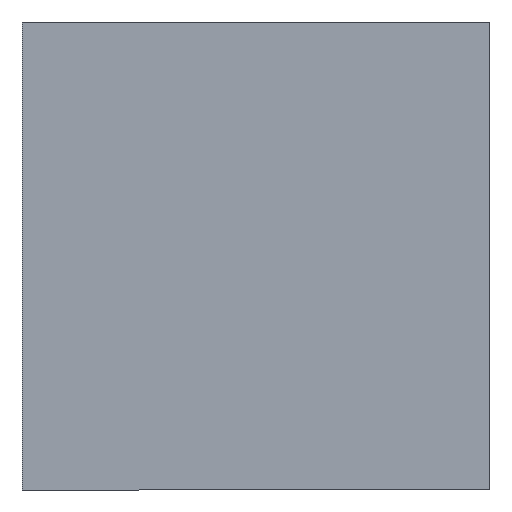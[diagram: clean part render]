
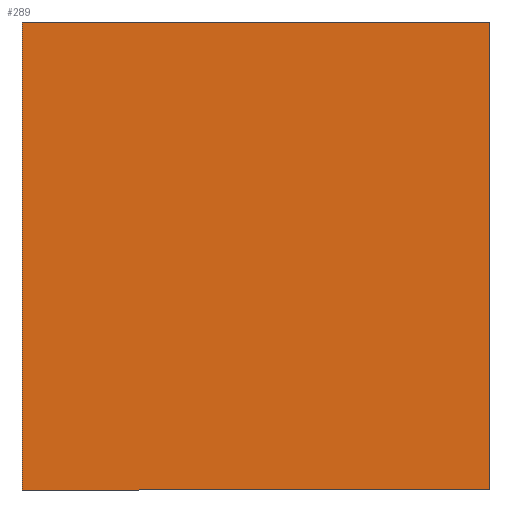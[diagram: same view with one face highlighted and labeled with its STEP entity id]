
A CAD part, left-side view. The second image highlights one B-rep face of the part: STEP entity #289.
In plain terms, the highlighted planar face has unit normal (-1, 0, 0).
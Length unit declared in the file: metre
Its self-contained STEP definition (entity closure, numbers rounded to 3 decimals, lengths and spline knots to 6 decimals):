
#64=ORIENTED_EDGE('',*,*,#108,.F.);
#65=ORIENTED_EDGE('',*,*,#112,.T.);
#66=ORIENTED_EDGE('',*,*,#115,.T.);
#67=ORIENTED_EDGE('',*,*,#118,.F.);
#108=EDGE_CURVE('',#140,#141,#168,.T.);
#112=EDGE_CURVE('',#140,#144,#172,.T.);
#115=EDGE_CURVE('',#144,#146,#175,.T.);
#118=EDGE_CURVE('',#141,#146,#178,.T.);
#140=VERTEX_POINT('',#495);
#141=VERTEX_POINT('',#496);
#144=VERTEX_POINT('',#504);
#146=VERTEX_POINT('',#510);
#168=LINE('',#494,#204);
#172=LINE('',#503,#208);
#175=LINE('',#509,#211);
#178=LINE('',#515,#214);
#204=VECTOR('',#422,1.);
#208=VECTOR('',#428,1.);
#211=VECTOR('',#433,1.);
#214=VECTOR('',#438,1.);
#238=EDGE_LOOP('',(#64,#65,#66,#67));
#256=FACE_BOUND('',#238,.T.);
#273=PLANE('',#391);
#289=ADVANCED_FACE('',(#256),#273,.T.);
#391=AXIS2_PLACEMENT_3D('',#518,#442,#443);
#422=DIRECTION('',(0.,1.,0.));
#428=DIRECTION('',(0.,0.,1.));
#433=DIRECTION('',(0.,1.,0.));
#438=DIRECTION('',(0.,0.,1.));
#442=DIRECTION('',(-1.,0.,0.));
#443=DIRECTION('',(0.,0.,1.));
#494=CARTESIAN_POINT('',(-0.00315,0.,-0.00005));
#495=CARTESIAN_POINT('',(-0.00315,-0.0013,-0.00005));
#496=CARTESIAN_POINT('',(-0.00315,0.0013,-0.00005));
#503=CARTESIAN_POINT('',(-0.00315,-0.0013,0.00125));
#504=CARTESIAN_POINT('',(-0.00315,-0.0013,0.00255));
#509=CARTESIAN_POINT('',(-0.00315,0.,0.00255));
#510=CARTESIAN_POINT('',(-0.00315,0.0013,0.00255));
#515=CARTESIAN_POINT('',(-0.00315,0.0013,0.00125));
#518=CARTESIAN_POINT('',(-0.00315,0.,0.0024));
